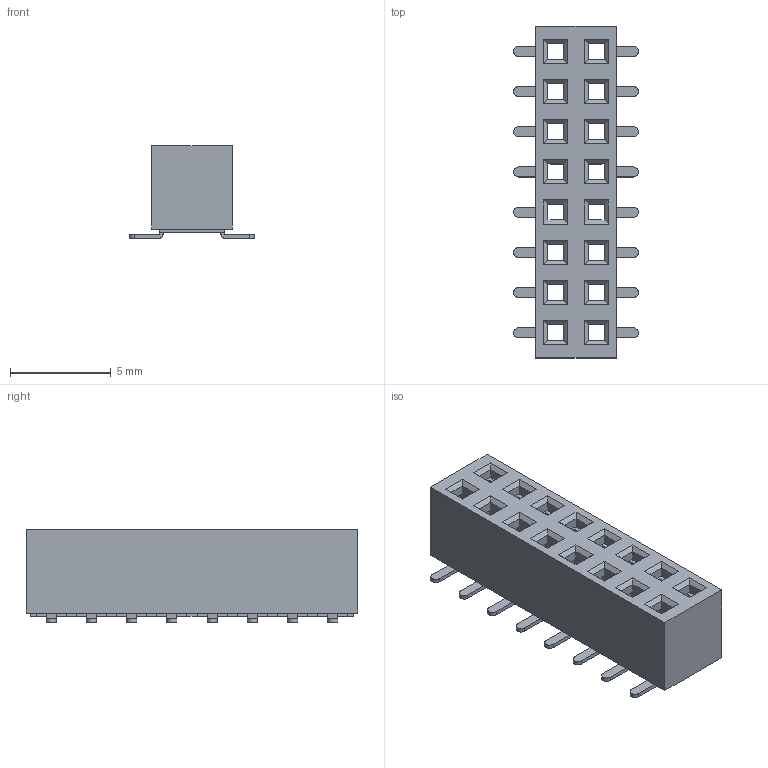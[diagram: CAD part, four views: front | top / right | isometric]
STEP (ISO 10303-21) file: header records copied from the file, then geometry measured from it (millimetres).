
FILE_DESCRIPTION(/* description */ ('Unknown'),/* implementation_level */ '2;1');
FILE_NAME(/* name */ 'J_Wurth_WR-PHD_621016242921',/* time_stamp */ '2025-04-25T15:26:18+08:00',/* author */ ('Unknown'),/* organization */ ('Unknown'),/* preprocessor_version */ 'ST-DEVELOPER v19.4',/* originating_system */ 'Solid Edge',/* authorisation */ 'Unknown');
FILE_SCHEMA (('AUTOMOTIVE_DESIGN {1 0 10303 214 3 1 1}'));
Length unit declared in the file: millimetre
Products named in the file (2): J_Wurth_WR-PHD_621016242921
Assembly tree (1 placements, depth 2):
  J_Wurth_WR-PHD_621016242921
    J_Wurth_WR-PHD_621016242921
Bounding box: 6.2 x 16.5 x 4.6 mm (x, y, z)
Volume: 194.9 mm3; surface area: 1043.2 mm2
Topology: 17 solids, 17 shells, 1355 faces, 3656 edges, 2336 vertices
Faces by surface type: plane 923, cylinder 400, bspline 32
Entity records: 42972 total; most frequent: CARTESIAN_POINT 8565, ORIENTED_EDGE 7312, DIRECTION 6930, EDGE_CURVE 3656, LINE 2744, VECTOR 2744, VERTEX_POINT 2336, AXIS2_PLACEMENT_3D 2093
